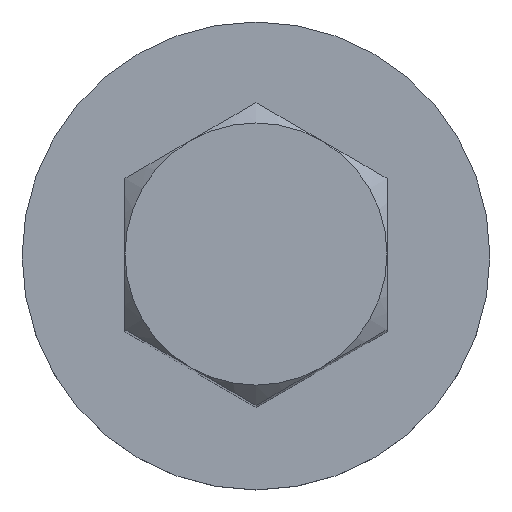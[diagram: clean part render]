
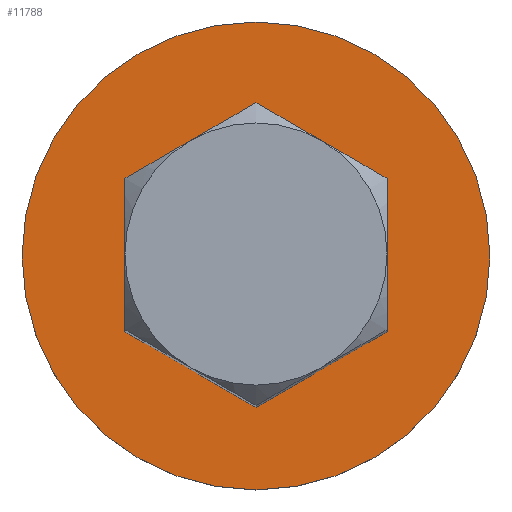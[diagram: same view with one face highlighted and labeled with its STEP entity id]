
A CAD part, top view. The second image highlights one B-rep face of the part: STEP entity #11788.
In plain terms, the highlighted planar face has unit normal (0, 0, 1).
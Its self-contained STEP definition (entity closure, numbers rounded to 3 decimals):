
#440 = CARTESIAN_POINT ( 'NONE',  ( 8.5, 0., 9.752 ) ) ;
#441 = CARTESIAN_POINT ( 'NONE',  ( -8.5, 0., 9.752 ) ) ;
#464 = CARTESIAN_POINT ( 'NONE',  ( 4.763, 0., 9.752 ) ) ;
#517 = CARTESIAN_POINT ( 'NONE',  ( -4.763, 0., 9.752 ) ) ;
#2289 = ORIENTED_EDGE ( 'NONE', *, *, #13522, .F. ) ;
#2290 = ORIENTED_EDGE ( 'NONE', *, *, #11872, .F. ) ;
#2291 = ORIENTED_EDGE ( 'NONE', *, *, #11851, .T. ) ;
#2292 = ORIENTED_EDGE ( 'NONE', *, *, #13523, .T. ) ;
#6429 = DIRECTION ( 'NONE',  ( 0., 0., 1. ) ) ;
#6430 = CARTESIAN_POINT ( 'NONE',  ( 0., 0., 9.752 ) ) ;
#6431 = FACE_BOUND ( 'NONE', #12133, .T. ) ;
#6433 = FACE_OUTER_BOUND ( 'NONE', #12130, .T. ) ;
#6434 = PLANE ( 'NONE',  #19617 ) ;
#6436 = DIRECTION ( 'NONE',  ( 1., 0., 0. ) ) ;
#6750 = CARTESIAN_POINT ( 'NONE',  ( 0., 0., 9.752 ) ) ;
#6751 = DIRECTION ( 'NONE',  ( 0., 0., 1. ) ) ;
#6752 = DIRECTION ( 'NONE',  ( 1., 0., 0. ) ) ;
#6847 = CARTESIAN_POINT ( 'NONE',  ( 0., 0., 9.752 ) ) ;
#6848 = DIRECTION ( 'NONE',  ( 0., 0., 1. ) ) ;
#6849 = DIRECTION ( 'NONE',  ( 1., 0., 0. ) ) ;
#8317 = CIRCLE ( 'NONE', #8321, 8.5 ) ;
#8321 = AXIS2_PLACEMENT_3D ( 'NONE', #6750, #6751, #6752 ) ;
#8348 = CIRCLE ( 'NONE', #8352, 4.763 ) ;
#8352 = AXIS2_PLACEMENT_3D ( 'NONE', #6847, #6848, #6849 ) ;
#9452 = CARTESIAN_POINT ( 'NONE',  ( 0., 0., 9.752 ) ) ;
#9453 = DIRECTION ( 'NONE',  ( 0., 0., 1. ) ) ;
#9454 = DIRECTION ( 'NONE',  ( 1., 0., 0. ) ) ;
#9455 = CARTESIAN_POINT ( 'NONE',  ( 0., 0., 9.752 ) ) ;
#9456 = DIRECTION ( 'NONE',  ( 0., 0., 1. ) ) ;
#9457 = DIRECTION ( 'NONE',  ( 1., 0., 0. ) ) ;
#11788 = ADVANCED_FACE ( 'NONE', ( #6431, #6433 ), #6434, .T. ) ;
#11851 = EDGE_CURVE ( 'NONE', #16865, #16866, #8317, .T. ) ;
#11872 = EDGE_CURVE ( 'NONE', #18416, #18419, #8348, .T. ) ;
#12130 = EDGE_LOOP ( 'NONE', ( #2291, #2292 ) ) ;
#12133 = EDGE_LOOP ( 'NONE', ( #2289, #2290 ) ) ;
#13522 = EDGE_CURVE ( 'NONE', #18419, #18416, #21750, .T. ) ;
#13523 = EDGE_CURVE ( 'NONE', #16866, #16865, #21737, .T. ) ;
#16865 = VERTEX_POINT ( 'NONE', #440 ) ;
#16866 = VERTEX_POINT ( 'NONE', #441 ) ;
#18416 = VERTEX_POINT ( 'NONE', #517 ) ;
#18419 = VERTEX_POINT ( 'NONE', #464 ) ;
#19617 = AXIS2_PLACEMENT_3D ( 'NONE', #6430, #6429, #6436 ) ;
#21737 = CIRCLE ( 'NONE', #21753, 8.5 ) ;
#21744 = AXIS2_PLACEMENT_3D ( 'NONE', #9452, #9453, #9454 ) ;
#21750 = CIRCLE ( 'NONE', #21744, 4.763 ) ;
#21753 = AXIS2_PLACEMENT_3D ( 'NONE', #9455, #9456, #9457 ) ;
